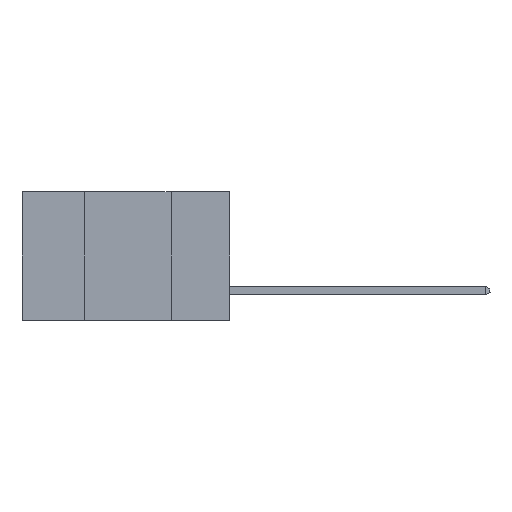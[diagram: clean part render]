
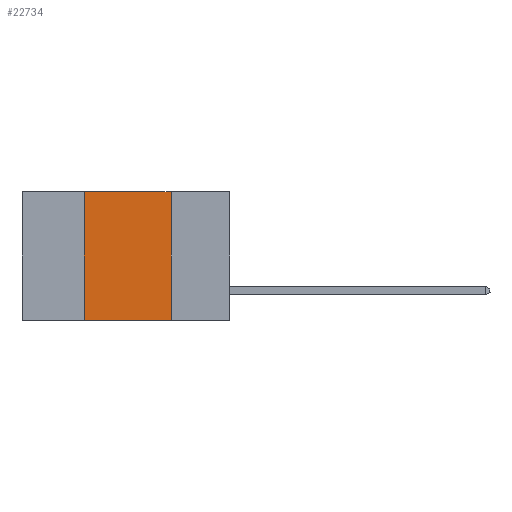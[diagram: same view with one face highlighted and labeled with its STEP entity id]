
A CAD part, left-side view. The second image highlights one B-rep face of the part: STEP entity #22734.
In plain terms, the highlighted planar face has unit normal (-1, 0, 0).
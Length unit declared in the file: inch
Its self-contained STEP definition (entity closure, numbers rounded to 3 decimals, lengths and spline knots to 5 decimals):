
#297 = EDGE_CURVE ( 'NONE', #5563, #17120, #10720, .T. ) ;
#487 = LINE ( 'NONE', #19028, #17860 ) ;
#1529 = ORIENTED_EDGE ( 'NONE', *, *, #22881, .F. ) ;
#1636 = CARTESIAN_POINT ( 'NONE',  ( 0., 0.42, 0. ) ) ;
#2408 = VERTEX_POINT ( 'NONE', #1636 ) ;
#2606 = CARTESIAN_POINT ( 'NONE',  ( 0., 0.6, 0. ) ) ;
#3012 = LINE ( 'NONE', #28564, #3354 ) ;
#3051 = CARTESIAN_POINT ( 'NONE',  ( 0., 0.6, 0. ) ) ;
#3354 = VECTOR ( 'NONE', #12397, 39.37008 ) ;
#3627 = AXIS2_PLACEMENT_3D ( 'NONE', #2606, #11730, #4736 ) ;
#3911 = CARTESIAN_POINT ( 'NONE',  ( 0., 0.17, -0.37 ) ) ;
#4420 = ORIENTED_EDGE ( 'NONE', *, *, #24185, .F. ) ;
#4736 = DIRECTION ( 'NONE',  ( 0., 0., -1. ) ) ;
#5375 = ORIENTED_EDGE ( 'NONE', *, *, #297, .T. ) ;
#5563 = VERTEX_POINT ( 'NONE', #23946 ) ;
#6910 = ORIENTED_EDGE ( 'NONE', *, *, #23619, .F. ) ;
#7996 = DIRECTION ( 'NONE',  ( 0., 0., -1. ) ) ;
#9724 = EDGE_LOOP ( 'NONE', ( #6910, #4420, #1529, #5375 ) ) ;
#9828 = DIRECTION ( 'NONE',  ( 0., -1., 0. ) ) ;
#10720 = LINE ( 'NONE', #14721, #23539 ) ;
#11730 = DIRECTION ( 'NONE',  ( 1., 0., 0. ) ) ;
#12397 = DIRECTION ( 'NONE',  ( 0., 0., 1. ) ) ;
#12848 = VECTOR ( 'NONE', #9828, 39.37008 ) ;
#14721 = CARTESIAN_POINT ( 'NONE',  ( 0., 0.6, -0.37 ) ) ;
#15044 = FACE_OUTER_BOUND ( 'NONE', #9724, .T. ) ;
#17120 = VERTEX_POINT ( 'NONE', #3911 ) ;
#17860 = VECTOR ( 'NONE', #7996, 39.37008 ) ;
#18387 = PLANE ( 'NONE',  #3627 ) ;
#19028 = CARTESIAN_POINT ( 'NONE',  ( 0., 0.17, 0. ) ) ;
#21394 = LINE ( 'NONE', #3051, #12848 ) ;
#21618 = DIRECTION ( 'NONE',  ( 0., -1., 0. ) ) ;
#21902 = CARTESIAN_POINT ( 'NONE',  ( 0., 0.17, 0. ) ) ;
#22734 = ADVANCED_FACE ( 'NONE', ( #15044 ), #18387, .F. ) ;
#22881 = EDGE_CURVE ( 'NONE', #5563, #2408, #3012, .T. ) ;
#23539 = VECTOR ( 'NONE', #21618, 39.37008 ) ;
#23619 = EDGE_CURVE ( 'NONE', #27836, #17120, #487, .T. ) ;
#23946 = CARTESIAN_POINT ( 'NONE',  ( 0., 0.42, -0.37 ) ) ;
#24185 = EDGE_CURVE ( 'NONE', #2408, #27836, #21394, .T. ) ;
#27836 = VERTEX_POINT ( 'NONE', #21902 ) ;
#28564 = CARTESIAN_POINT ( 'NONE',  ( 0., 0.42, 0. ) ) ;
